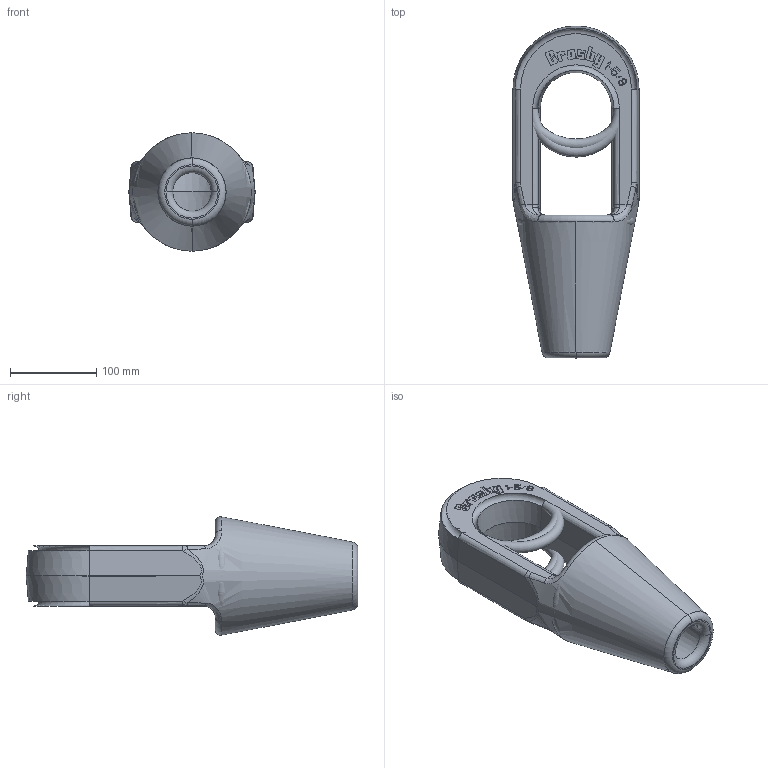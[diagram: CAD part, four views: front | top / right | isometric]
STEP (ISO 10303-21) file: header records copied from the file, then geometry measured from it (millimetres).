
FILE_DESCRIPTION((''),'2;1');
FILE_NAME('CROSBY_417_162_1040091-1040108','2011-08-31T',('Alan Doughty'),('The Crosby Group LLC'),'PRO/ENGINEER BY PARAMETRIC TECHNOLOGY CORPORATION, 2010230','PRO/ENGINEER BY PARAMETRIC TECHNOLOGY CORPORATION, 2010230','');
FILE_SCHEMA(('CONFIG_CONTROL_DESIGN'));
Length unit declared in the file: inch
Products named in the file (1): CROSBY_417_162_1040091-1040108
Bounding box: 146.05 x 384.05 x 137 mm (x, y, z)
Surface area: 287742.7 mm2 (no closed solid volume)
Topology: 0 solids, 0 shells, 313 faces, 1676 edges, 1666 vertices
Faces by surface type: bspline 297, torus 16
Entity records: 24230 total; most frequent: CARTESIAN_POINT 9195, DIRECTION 2280, TRIMMED_CURVE 2152, VECTOR 2056, LINE 2056, DEFINITIONAL_REPRESENTATION 1656, PCURVE 1656, COMPOSITE_CURVE_SEGMENT 1656
